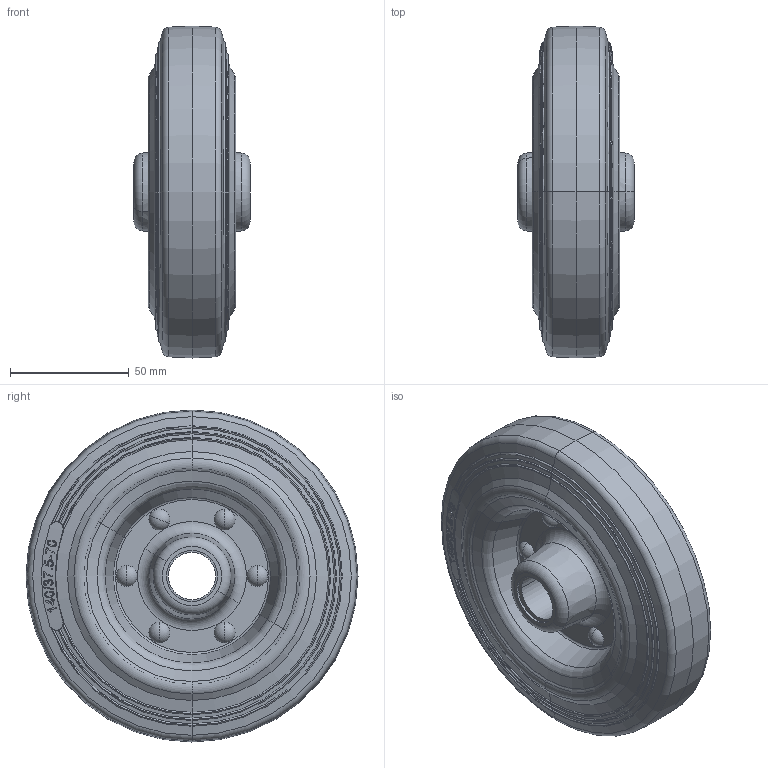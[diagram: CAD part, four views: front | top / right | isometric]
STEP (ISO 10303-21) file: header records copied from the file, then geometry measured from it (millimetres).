
FILE_DESCRIPTION (( 'STEP AP214' ), '1' );
FILE_NAME ('0013382_SGS-140-37-49-R20-EC.STEP', '2016-11-11T11:37:44', ( '' ), ( '' ), 'SwSTEP 2.0', 'SolidWorks 2016', '' );
FILE_SCHEMA (( 'AUTOMOTIVE_DESIGN' ));
Length unit declared in the file: millimetre
Products named in the file (1): 0013382_SGS-140-37-49-R20-EC
Bounding box: 49 x 140 x 140 mm (x, y, z)
Surface area: 55603.3 mm2 (no closed solid volume)
Topology: 0 solids, 38 shells, 310 faces, 965 edges, 655 vertices
Faces by surface type: plane 94, bspline 84, torus 72, cone 54, cylinder 6
Entity records: 15467 total; most frequent: CARTESIAN_POINT 4725, ORIENTED_EDGE 1460, DIRECTION 1245, EDGE_CURVE 941, VERTEX_POINT 655, AXIS2_PLACEMENT_3D 499, B_SPLINE_CURVE_WITH_KNOTS 422, EDGE_LOOP 334
